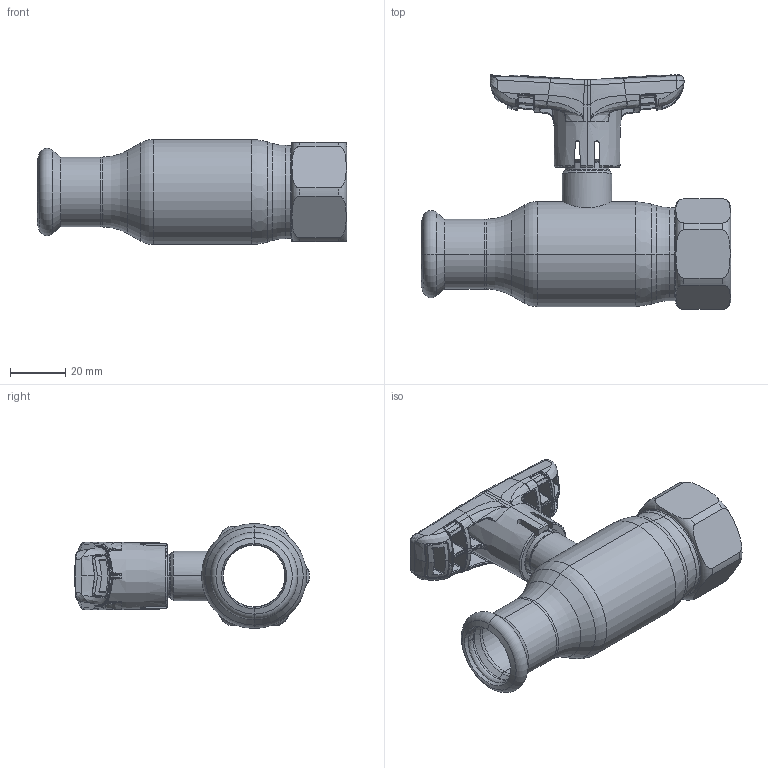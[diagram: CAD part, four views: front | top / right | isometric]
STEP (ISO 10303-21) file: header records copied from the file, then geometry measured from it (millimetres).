
FILE_DESCRIPTION (( 'STEP AP214' ), '1' );
FILE_NAME ('1020001000-1400.step', '2024-01-15T11:17:39', ( '' ), ( '' ), 'SwSTEP 2.0', 'SolidWorks 2021', '' );
FILE_SCHEMA (( 'AUTOMOTIVE_DESIGN' ));
Length unit declared in the file: millimetre
Products named in the file (1): 1020001000-1400
Bounding box: 112.05 x 84.98 x 38 mm (x, y, z)
Surface area: 27221.1 mm2 (no closed solid volume)
Topology: 0 solids, 7 shells, 731 faces, 2107 edges, 1301 vertices
Faces by surface type: bspline 577, plane 55, cylinder 40, torus 27, cone 25, sphere 7
Entity records: 55673 total; most frequent: CARTESIAN_POINT 33533, ORIENTED_EDGE 3739, EDGE_CURVE 2097, DIRECTION 1462, B_SPLINE_CURVE_WITH_KNOTS 1436, VERTEX_POINT 1301, EDGE_LOOP 739, UNCERTAINTY_MEASURE_WITH_UNIT 733
